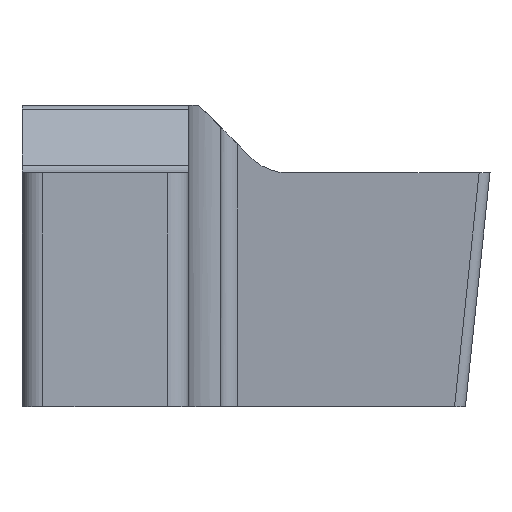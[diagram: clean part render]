
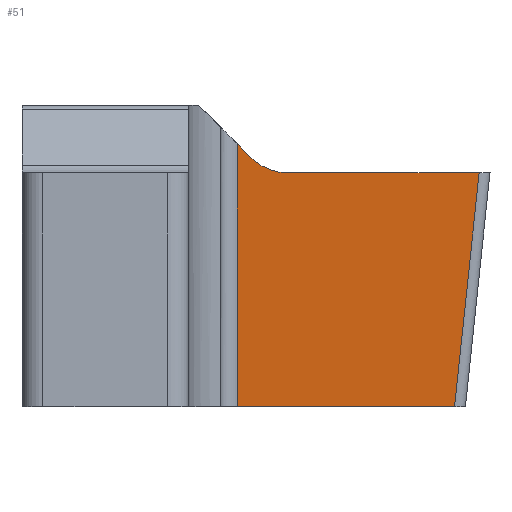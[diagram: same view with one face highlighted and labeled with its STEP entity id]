
A CAD part, front view. The second image highlights one B-rep face of the part: STEP entity #51.
In plain terms, the highlighted planar face has unit normal (-0.044, -0.998, -0.044).
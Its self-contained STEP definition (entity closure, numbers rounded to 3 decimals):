
#51=ADVANCED_FACE('',(#91),#75,.F.);
#75=PLANE('',#558);
#91=FACE_OUTER_BOUND('',#116,.T.);
#116=EDGE_LOOP('',(#281,#282,#283,#284,#285,#286));
#140=ELLIPSE('',#557,1.002,1.);
#151=LINE('',#800,#197);
#169=LINE('',#848,#215);
#170=LINE('',#850,#216);
#171=LINE('',#854,#217);
#172=LINE('',#856,#218);
#197=VECTOR('',#612,1.);
#215=VECTOR('',#654,1.);
#216=VECTOR('',#655,1.);
#217=VECTOR('',#658,1.);
#218=VECTOR('',#659,1.);
#281=ORIENTED_EDGE('',*,*,#433,.F.);
#282=ORIENTED_EDGE('',*,*,#457,.T.);
#283=ORIENTED_EDGE('',*,*,#458,.T.);
#284=ORIENTED_EDGE('',*,*,#459,.T.);
#285=ORIENTED_EDGE('',*,*,#460,.T.);
#286=ORIENTED_EDGE('',*,*,#461,.T.);
#387=VERTEX_POINT('',#799);
#388=VERTEX_POINT('',#801);
#406=VERTEX_POINT('',#849);
#407=VERTEX_POINT('',#851);
#408=VERTEX_POINT('',#853);
#409=VERTEX_POINT('',#855);
#433=EDGE_CURVE('',#387,#388,#151,.T.);
#457=EDGE_CURVE('',#387,#406,#169,.T.);
#458=EDGE_CURVE('',#406,#407,#170,.T.);
#459=EDGE_CURVE('',#407,#408,#140,.T.);
#460=EDGE_CURVE('',#408,#409,#171,.T.);
#461=EDGE_CURVE('',#409,#388,#172,.T.);
#557=AXIS2_PLACEMENT_3D('',#852,#656,#657);
#558=AXIS2_PLACEMENT_3D('',#857,#660,#661);
#612=DIRECTION('',(-0.999,0.044,0.));
#654=DIRECTION('',(0.104,-0.048,0.993));
#655=DIRECTION('',(-0.999,0.044,0.));
#656=DIRECTION('',(0.044,0.998,0.044));
#657=DIRECTION('',(0.705,-0.062,0.706));
#658=DIRECTION('',(-0.707,0.,0.707));
#659=DIRECTION('',(0.,0.044,-0.999));
#660=DIRECTION('',(0.044,0.998,0.044));
#661=DIRECTION('',(0.,-0.044,0.999));
#799=CARTESIAN_POINT('',(6.719,10.117,-4.495));
#800=CARTESIAN_POINT('',(6.95,10.107,-4.495));
#801=CARTESIAN_POINT('',(2.538,10.3,-4.495));
#848=CARTESIAN_POINT('',(6.721,10.116,-4.473));
#849=CARTESIAN_POINT('',(7.191,9.9,0.));
#850=CARTESIAN_POINT('',(3.299,10.07,0.));
#851=CARTESIAN_POINT('',(3.51,10.061,0.));
#852=CARTESIAN_POINT('',(3.51,10.017,1.));
#853=CARTESIAN_POINT('',(2.803,10.079,0.293));
#854=CARTESIAN_POINT('',(-0.904,10.079,4.));
#855=CARTESIAN_POINT('',(2.538,10.079,0.557));
#856=CARTESIAN_POINT('',(2.538,10.54,-10.001));
#857=CARTESIAN_POINT('',(6.941,9.911,0.));
